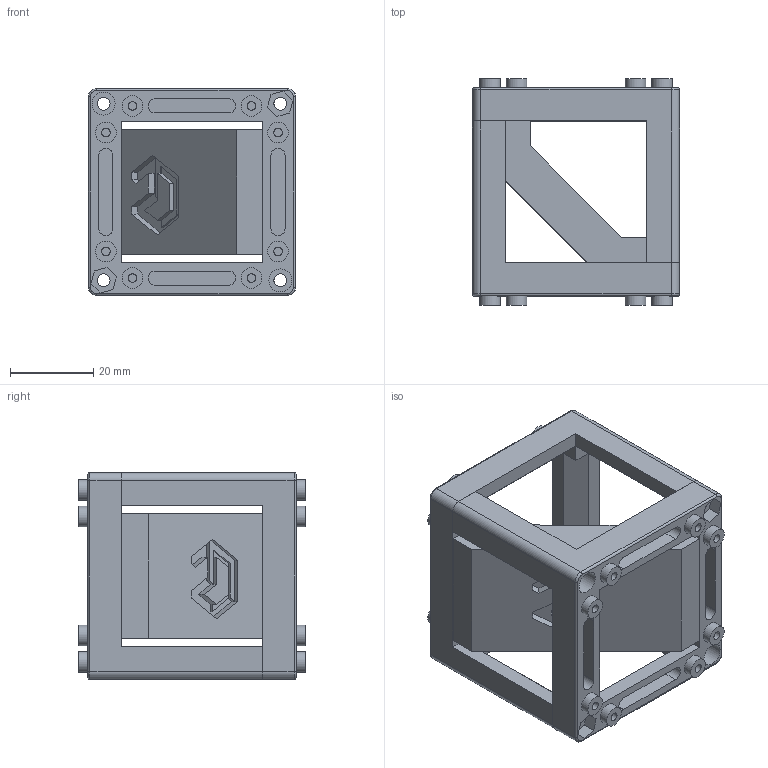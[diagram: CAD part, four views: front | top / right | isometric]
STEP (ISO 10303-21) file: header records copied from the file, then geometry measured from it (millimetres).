
FILE_DESCRIPTION(/* description */ (''),/* implementation_level */ '2;1');
FILE_NAME(/* name */ 'Assembly_Cube_Kinematic_Mirrormount_30x30_45_v3.iam.step',/* time_stamp */ '2022-11-29T09:05:08+01:00',/* author */ ('B'),/* organization */ (''),/* preprocessor_version */ 'ST-DEVELOPER v18.1',/* originating_system */ 'Autodesk Inventor 2022',/* authorisation */ '');
FILE_SCHEMA (('AUTOMOTIVE_DESIGN { 1 0 10303 214 3 1 1 }'));
Length unit declared in the file: millimetre
Products named in the file (4): Assembly_Cube_Kinematic_Mirrormount_30x30_45_v3; 20_Cube_Insert_Mirror_Holder_wLogo_v3; Assembly_Cube_empty_IM_v3; 10_Cube_1x1_IM
Assembly tree (4 placements, depth 3):
  Assembly_Cube_Kinematic_Mirrormount_30x30_45_v3
    20_Cube_Insert_Mirror_Holder_wLogo_v3
    Assembly_Cube_empty_IM_v3
      10_Cube_1x1_IM  x2
Bounding box: 49.82 x 54.5 x 49.8 mm (x, y, z)
Volume: 41711.2 mm3; surface area: 24956.6 mm2
Topology: 3 solids, 3 shells, 353 faces, 860 edges, 566 vertices
Faces by surface type: plane 229, cylinder 116, torus 8
Full cylindrical faces by diameter (mm): 2.05 x16, 3.1 x8, 4.95 x16, 5.5 x4
Entity records: 6101 total; most frequent: CARTESIAN_POINT 1052, DIRECTION 1024, ORIENTED_EDGE 980, EDGE_CURVE 490, LINE 370, VECTOR 370, AXIS2_PLACEMENT_3D 327, VERTEX_POINT 322
